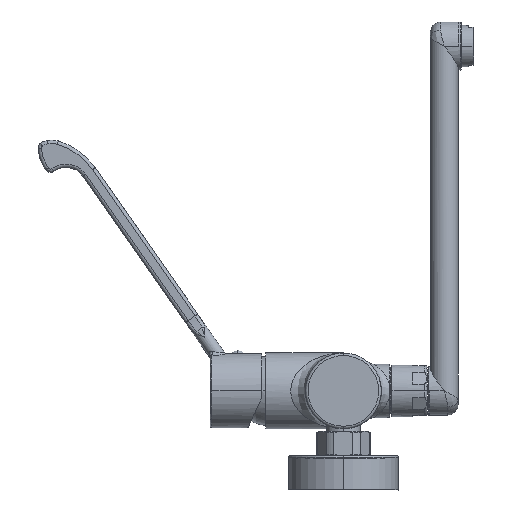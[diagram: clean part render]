
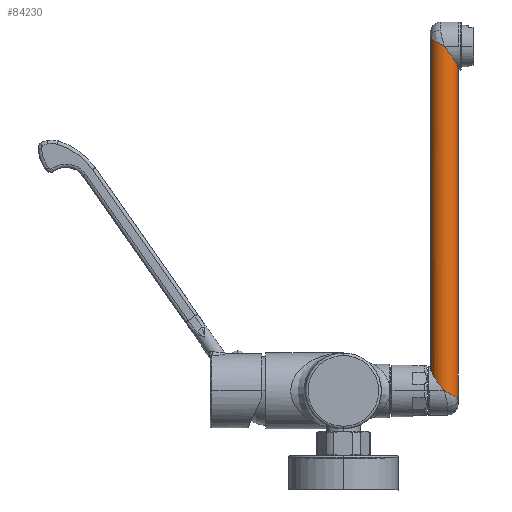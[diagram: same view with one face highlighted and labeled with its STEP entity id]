
A CAD part, left-side view. The second image highlights one B-rep face of the part: STEP entity #84230.
In plain terms, the highlighted cylindrical face has radius 8 mm (diameter 16 mm), a partial arc.
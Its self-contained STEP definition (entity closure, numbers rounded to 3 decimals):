
#69296=CARTESIAN_POINT('',(-6.,-66.5,187.351));
#69297=CARTESIAN_POINT('',(-6.491,-66.5,187.584));
#69298=CARTESIAN_POINT('',(-7.498,-66.409,
188.132));
#69299=CARTESIAN_POINT('',(-9.02,-65.967,
189.233));
#69300=CARTESIAN_POINT('',(-10.511,-65.182,
190.669));
#69301=CARTESIAN_POINT('',(-11.876,-64.031,
192.465));
#69302=CARTESIAN_POINT('',(-13.024,-62.5,
194.648));
#69303=CARTESIAN_POINT('',(-13.815,-60.589,
197.237));
#69304=CARTESIAN_POINT('',(-14.,-59.211,
199.059));
#69305=CARTESIAN_POINT('',(-14.,-58.499,
200.));
#69349=CARTESIAN_POINT('',(-6.,-50.5,205.292));
#69350=CARTESIAN_POINT('',(-6.508,-50.5,
205.146));
#69351=CARTESIAN_POINT('',(-7.529,-50.597,
204.837));
#69352=CARTESIAN_POINT('',(-9.013,-51.035,
204.307));
#69353=CARTESIAN_POINT('',(-10.396,-51.756,
203.711));
#69354=CARTESIAN_POINT('',(-11.626,-52.74,
203.054));
#69355=CARTESIAN_POINT('',(-12.648,-53.956,
202.343));
#69356=CARTESIAN_POINT('',(-13.415,-55.359,
201.589));
#69357=CARTESIAN_POINT('',(-13.892,-56.893,
200.802));
#69358=CARTESIAN_POINT('',(-14.,-57.965,
200.271));
#69359=CARTESIAN_POINT('',(-14.,-58.499,
200.));
#69361=DIRECTION('',(0.,0.,-1.));
#69362=VECTOR('',#69361,192.642);
#69363=CARTESIAN_POINT('',(-6.,-66.5,187.351));
#69364=LINE('',#69363,#69362);
#69365=CARTESIAN_POINT('',(-6.,-66.5,-5.292));
#69366=CARTESIAN_POINT('',(-6.508,-66.5,
-5.146));
#69367=CARTESIAN_POINT('',(-7.529,-66.403,
-4.837));
#69368=CARTESIAN_POINT('',(-9.013,-65.965,
-4.307));
#69369=CARTESIAN_POINT('',(-10.396,-65.244,
-3.711));
#69370=CARTESIAN_POINT('',(-11.626,-64.26,
-3.054));
#69371=CARTESIAN_POINT('',(-12.648,-63.044,
-2.343));
#69372=CARTESIAN_POINT('',(-13.415,-61.641,
-1.589));
#69373=CARTESIAN_POINT('',(-13.892,-60.107,
-0.802));
#69374=CARTESIAN_POINT('',(-14.,-59.035,
-0.271));
#69375=CARTESIAN_POINT('',(-14.,-58.501,
0.));
#69377=DIRECTION('',(0.,0.,1.));
#69378=VECTOR('',#69377,192.642);
#69379=CARTESIAN_POINT('',(-6.,-50.5,12.649));
#69380=LINE('',#69379,#69378);
#69486=CARTESIAN_POINT('',(-6.,-50.5,12.649));
#69487=CARTESIAN_POINT('',(-6.491,-50.5,12.416));
#69488=CARTESIAN_POINT('',(-7.498,-50.591,
11.868));
#69489=CARTESIAN_POINT('',(-9.02,-51.033,
10.767));
#69490=CARTESIAN_POINT('',(-10.512,-51.818,
9.331));
#69491=CARTESIAN_POINT('',(-11.876,-52.969,
7.535));
#69492=CARTESIAN_POINT('',(-13.024,-54.5,
5.352));
#69493=CARTESIAN_POINT('',(-13.815,-56.411,
2.763));
#69494=CARTESIAN_POINT('',(-14.,-57.789,
0.941));
#69495=CARTESIAN_POINT('',(-14.,-58.501,
0.));
#75624=CARTESIAN_POINT('',(-6.,-66.5,187.351));
#75626=VERTEX_POINT('',#75624);
#75627=CARTESIAN_POINT('',(-6.,-50.5,12.649));
#75629=VERTEX_POINT('',#75627);
#75631=VERTEX_POINT('',#69349);
#75632=VERTEX_POINT('',#69359);
#75639=VERTEX_POINT('',#69365);
#75640=VERTEX_POINT('',#69375);
#84213=CARTESIAN_POINT('',(-6.,-58.5,-36.8));
#84214=DIRECTION('',(0.,0.,1.));
#84215=DIRECTION('',(1.,0.,0.));
#84216=AXIS2_PLACEMENT_3D('',#84213,#84214,#84215);
#84217=CYLINDRICAL_SURFACE('',#84216,8.);
#84218=ORIENTED_EDGE('',*,*,#84199,.T.);
#84219=ORIENTED_EDGE('',*,*,#84025,.F.);
#84221=ORIENTED_EDGE('',*,*,#84220,.T.);
#84223=ORIENTED_EDGE('',*,*,#84222,.T.);
#84225=ORIENTED_EDGE('',*,*,#84224,.F.);
#84227=ORIENTED_EDGE('',*,*,#84226,.T.);
#84228=EDGE_LOOP('',(#84218,#84219,#84221,#84223,#84225,#84227));
#84229=FACE_OUTER_BOUND('',#84228,.F.);
#84230=ADVANCED_FACE('',(#84229),#84217,.T.);
#69306=B_SPLINE_CURVE_WITH_KNOTS('',3,(#69296,#69297,#69298,#69299,#69300,
#69301,#69302,#69303,#69304,#69305),.UNSPECIFIED.,.F.,.F.,(4,1,1,1,1,1,1,4),(
0.,0.143,0.286,0.429,0.571,
0.714,0.857,1.),.UNSPECIFIED.);
#69360=B_SPLINE_CURVE_WITH_KNOTS('',3,(#69349,#69350,#69351,#69352,#69353,
#69354,#69355,#69356,#69357,#69358,#69359),.UNSPECIFIED.,.F.,.F.,(4,1,1,1,1,1,1,
1,4),(0.,0.125,0.25,0.375,0.5,0.625,0.75,0.875,1.),
.UNSPECIFIED.);
#69376=B_SPLINE_CURVE_WITH_KNOTS('',3,(#69365,#69366,#69367,#69368,#69369,
#69370,#69371,#69372,#69373,#69374,#69375),.UNSPECIFIED.,.F.,.F.,(4,1,1,1,1,1,1,
1,4),(0.,0.125,0.25,0.375,0.5,0.625,0.75,0.875,1.),
.UNSPECIFIED.);
#69496=B_SPLINE_CURVE_WITH_KNOTS('',3,(#69486,#69487,#69488,#69489,#69490,
#69491,#69492,#69493,#69494,#69495),.UNSPECIFIED.,.F.,.F.,(4,1,1,1,1,1,1,4),(
0.,0.143,0.286,0.429,0.571,
0.714,0.857,1.),.UNSPECIFIED.);
#84025=EDGE_CURVE('',#75626,#75632,#69306,.T.);
#84199=EDGE_CURVE('',#75631,#75632,#69360,.T.);
#84220=EDGE_CURVE('',#75626,#75639,#69364,.T.);
#84222=EDGE_CURVE('',#75639,#75640,#69376,.T.);
#84224=EDGE_CURVE('',#75629,#75640,#69496,.T.);
#84226=EDGE_CURVE('',#75629,#75631,#69380,.T.);
